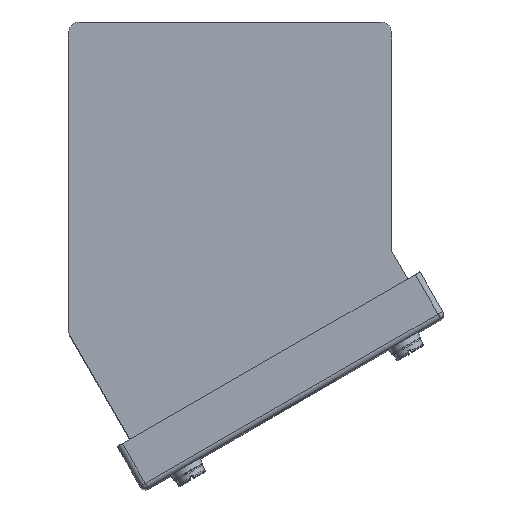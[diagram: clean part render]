
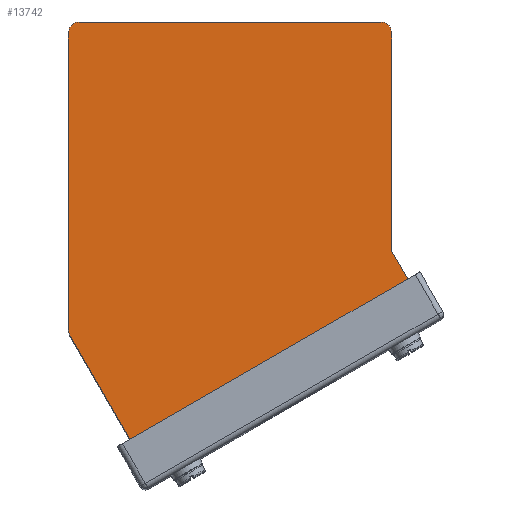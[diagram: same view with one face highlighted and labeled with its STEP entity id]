
A CAD part, top view. The second image highlights one B-rep face of the part: STEP entity #13742.
In plain terms, the highlighted face is planar.
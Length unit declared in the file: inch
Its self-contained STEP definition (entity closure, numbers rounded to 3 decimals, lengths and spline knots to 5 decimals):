
#26 = EDGE_CURVE ( 'NONE', #7529, #7485, #4934, .T. ) ;
#244 = ORIENTED_EDGE ( 'NONE', *, *, #5826, .F. ) ;
#286 = ORIENTED_EDGE ( 'NONE', *, *, #6817, .F. ) ;
#404 = CARTESIAN_POINT ( 'NONE',  ( 2.54719, 0., 4.73409 ) ) ;
#448 = DIRECTION ( 'NONE',  ( 1., 0., 0. ) ) ;
#455 = ORIENTED_EDGE ( 'NONE', *, *, #2282, .F. ) ;
#473 = CIRCLE ( 'NONE', #6963, 0.06 ) ;
#546 = CARTESIAN_POINT ( 'NONE',  ( -0.06, 0., 2.36422 ) ) ;
#702 = AXIS2_PLACEMENT_3D ( 'NONE', #4736, #5833, #1410 ) ;
#748 = AXIS2_PLACEMENT_3D ( 'NONE', #8216, #5014, #6029 ) ;
#1080 = CIRCLE ( 'NONE', #4782, 0.12 ) ;
#1156 = ORIENTED_EDGE ( 'NONE', *, *, #26, .F. ) ;
#1410 = DIRECTION ( 'NONE',  ( 1., 0., 0. ) ) ;
#1421 = ORIENTED_EDGE ( 'NONE', *, *, #7059, .F. ) ;
#1595 = DIRECTION ( 'NONE',  ( 0., 1., 0. ) ) ;
#1670 = CARTESIAN_POINT ( 'NONE',  ( 0.12, 0., -0.12 ) ) ;
#2204 = EDGE_CURVE ( 'NONE', #5559, #7529, #9193, .T. ) ;
#2282 = EDGE_CURVE ( 'NONE', #11765, #5559, #13898, .T. ) ;
#2305 = ORIENTED_EDGE ( 'NONE', *, *, #10812, .F. ) ;
#2349 = DIRECTION ( 'NONE',  ( 1., 0., 0. ) ) ;
#2413 = VECTOR ( 'NONE', #3458, 39.37008 ) ;
#2492 = VERTEX_POINT ( 'NONE', #3969 ) ;
#2796 = EDGE_CURVE ( 'NONE', #8197, #4461, #1080, .T. ) ;
#2856 = DIRECTION ( 'NONE',  ( 0., 0., -1. ) ) ;
#2917 = PLANE ( 'NONE',  #748 ) ;
#2976 = VERTEX_POINT ( 'NONE', #4147 ) ;
#3248 = LINE ( 'NONE', #7620, #2413 ) ;
#3251 = EDGE_CURVE ( 'NONE', #2976, #10631, #10753, .T. ) ;
#3254 = VERTEX_POINT ( 'NONE', #3989 ) ;
#3458 = DIRECTION ( 'NONE',  ( 0., 0., 1. ) ) ;
#3643 = CARTESIAN_POINT ( 'NONE',  ( 2.71111, 0., 4.69017 ) ) ;
#3960 = CARTESIAN_POINT ( 'NONE',  ( 3.41, 0., 0. ) ) ;
#3969 = CARTESIAN_POINT ( 'NONE',  ( 3.53, 0., 0. ) ) ;
#3981 = CARTESIAN_POINT ( 'NONE',  ( 0.12, 0., 0. ) ) ;
#3989 = CARTESIAN_POINT ( 'NONE',  ( 0., 0., 2.36422 ) ) ;
#4147 = CARTESIAN_POINT ( 'NONE',  ( 3.41, 0., -0.12 ) ) ;
#4461 = VERTEX_POINT ( 'NONE', #11371 ) ;
#4509 = VECTOR ( 'NONE', #13829, 39.37008 ) ;
#4710 = CARTESIAN_POINT ( 'NONE',  ( 0., 0., 0. ) ) ;
#4736 = CARTESIAN_POINT ( 'NONE',  ( 2.60719, 0., 4.63017 ) ) ;
#4782 = AXIS2_PLACEMENT_3D ( 'NONE', #12322, #5693, #2349 ) ;
#4904 = DIRECTION ( 'NONE',  ( 0., 1., 0. ) ) ;
#4934 = LINE ( 'NONE', #6913, #4509 ) ;
#5014 = DIRECTION ( 'NONE',  ( 0., 1., 0. ) ) ;
#5025 = ORIENTED_EDGE ( 'NONE', *, *, #11415, .F. ) ;
#5559 = VERTEX_POINT ( 'NONE', #14109 ) ;
#5693 = DIRECTION ( 'NONE',  ( 0., 1., 0. ) ) ;
#5718 = AXIS2_PLACEMENT_3D ( 'NONE', #7126, #12601, #448 ) ;
#5721 = VERTEX_POINT ( 'NONE', #4710 ) ;
#5805 = CIRCLE ( 'NONE', #13494, 0.12 ) ;
#5826 = EDGE_CURVE ( 'NONE', #10631, #5721, #5805, .T. ) ;
#5833 = DIRECTION ( 'NONE',  ( 0., 1., 0. ) ) ;
#6029 = DIRECTION ( 'NONE',  ( 1., 0., 0. ) ) ;
#6030 = CIRCLE ( 'NONE', #702, 0.12 ) ;
#6159 = DIRECTION ( 'NONE',  ( 1., 0., 0. ) ) ;
#6817 = EDGE_CURVE ( 'NONE', #3254, #11765, #473, .T. ) ;
#6913 = CARTESIAN_POINT ( 'NONE',  ( 2.54719, 0., 4.73409 ) ) ;
#6963 = AXIS2_PLACEMENT_3D ( 'NONE', #546, #13863, #8532 ) ;
#7059 = EDGE_CURVE ( 'NONE', #7485, #14174, #6030, .T. ) ;
#7102 = EDGE_LOOP ( 'NONE', ( #12175, #7968, #1421, #1156, #11547, #455, #286, #2305, #244, #9758, #5025, #11001 ) ) ;
#7108 = VECTOR ( 'NONE', #10682, 39.37008 ) ;
#7126 = CARTESIAN_POINT ( 'NONE',  ( -0.21803, 0., 2.99793 ) ) ;
#7253 = VECTOR ( 'NONE', #10888, 39.37008 ) ;
#7485 = VERTEX_POINT ( 'NONE', #404 ) ;
#7529 = VERTEX_POINT ( 'NONE', #10431 ) ;
#7549 = CARTESIAN_POINT ( 'NONE',  ( 0.12, 0., -0.12 ) ) ;
#7591 = CARTESIAN_POINT ( 'NONE',  ( -0.00804, 0., 2.39422 ) ) ;
#7620 = CARTESIAN_POINT ( 'NONE',  ( 0., 0., 2.36422 ) ) ;
#7677 = LINE ( 'NONE', #13226, #7253 ) ;
#7968 = ORIENTED_EDGE ( 'NONE', *, *, #14057, .F. ) ;
#8000 = AXIS2_PLACEMENT_3D ( 'NONE', #3960, #4904, #8109 ) ;
#8109 = DIRECTION ( 'NONE',  ( 1., 0., 0. ) ) ;
#8197 = VERTEX_POINT ( 'NONE', #8264 ) ;
#8216 = CARTESIAN_POINT ( 'NONE',  ( 3.41, 0., 3.23966 ) ) ;
#8264 = CARTESIAN_POINT ( 'NONE',  ( 3.51392, 0., 3.29966 ) ) ;
#8532 = DIRECTION ( 'NONE',  ( 1., 0., 0. ) ) ;
#9193 = CIRCLE ( 'NONE', #5718, 0.12 ) ;
#9758 = ORIENTED_EDGE ( 'NONE', *, *, #3251, .F. ) ;
#10422 = CARTESIAN_POINT ( 'NONE',  ( 3.53, 0., 0. ) ) ;
#10431 = CARTESIAN_POINT ( 'NONE',  ( -0.27803, 0., 3.10186 ) ) ;
#10631 = VERTEX_POINT ( 'NONE', #7549 ) ;
#10682 = DIRECTION ( 'NONE',  ( -0.5, 0., 0.866 ) ) ;
#10753 = LINE ( 'NONE', #1670, #13186 ) ;
#10812 = EDGE_CURVE ( 'NONE', #5721, #3254, #3248, .T. ) ;
#10888 = DIRECTION ( 'NONE',  ( 0.5, 0., -0.866 ) ) ;
#11001 = ORIENTED_EDGE ( 'NONE', *, *, #12056, .F. ) ;
#11371 = CARTESIAN_POINT ( 'NONE',  ( 3.53, 0., 3.23966 ) ) ;
#11415 = EDGE_CURVE ( 'NONE', #2492, #2976, #13593, .T. ) ;
#11547 = ORIENTED_EDGE ( 'NONE', *, *, #2204, .F. ) ;
#11765 = VERTEX_POINT ( 'NONE', #7591 ) ;
#11796 = DIRECTION ( 'NONE',  ( -1., 0., 0. ) ) ;
#12056 = EDGE_CURVE ( 'NONE', #4461, #2492, #13847, .T. ) ;
#12175 = ORIENTED_EDGE ( 'NONE', *, *, #2796, .F. ) ;
#12212 = VECTOR ( 'NONE', #2856, 39.37008 ) ;
#12322 = CARTESIAN_POINT ( 'NONE',  ( 3.41, 0., 3.23966 ) ) ;
#12601 = DIRECTION ( 'NONE',  ( 0., 1., 0. ) ) ;
#12884 = CARTESIAN_POINT ( 'NONE',  ( -0.32195, 0., 2.93793 ) ) ;
#13186 = VECTOR ( 'NONE', #11796, 39.37008 ) ;
#13226 = CARTESIAN_POINT ( 'NONE',  ( 3.51392, 0., 3.29966 ) ) ;
#13494 = AXIS2_PLACEMENT_3D ( 'NONE', #3981, #1595, #6159 ) ;
#13593 = CIRCLE ( 'NONE', #8000, 0.12 ) ;
#13742 = ADVANCED_FACE ( 'NONE', ( #13972 ), #2917, .F. ) ;
#13829 = DIRECTION ( 'NONE',  ( 0.866, 0., 0.5 ) ) ;
#13847 = LINE ( 'NONE', #10422, #12212 ) ;
#13863 = DIRECTION ( 'NONE',  ( 0., -1., 0. ) ) ;
#13898 = LINE ( 'NONE', #12884, #7108 ) ;
#13972 = FACE_OUTER_BOUND ( 'NONE', #7102, .T. ) ;
#14057 = EDGE_CURVE ( 'NONE', #14174, #8197, #7677, .T. ) ;
#14109 = CARTESIAN_POINT ( 'NONE',  ( -0.32195, 0., 2.93793 ) ) ;
#14174 = VERTEX_POINT ( 'NONE', #3643 ) ;
